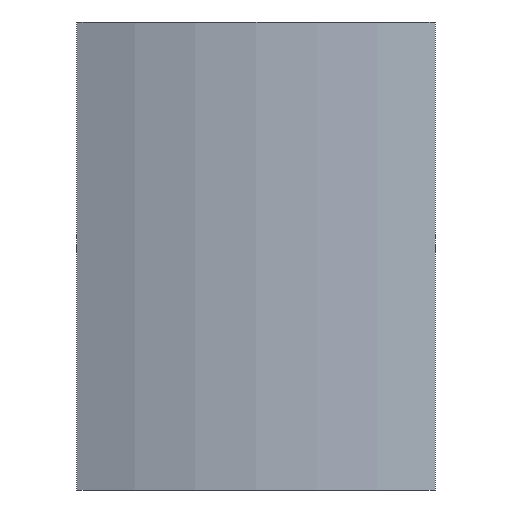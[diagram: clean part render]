
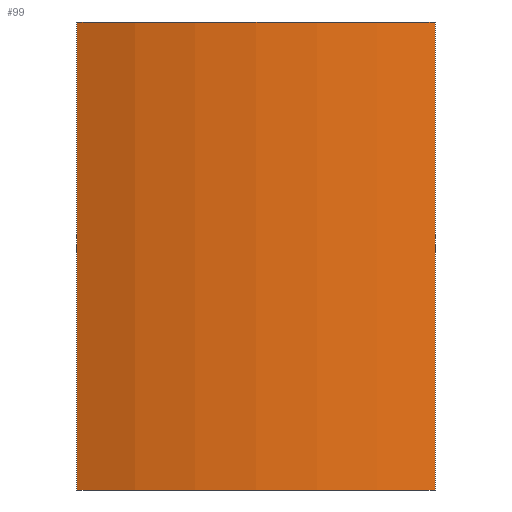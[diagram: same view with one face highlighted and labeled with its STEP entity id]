
A CAD part, front view. The second image highlights one B-rep face of the part: STEP entity #99.
In plain terms, the highlighted cylindrical face has radius 25.4 mm (diameter 50.8 mm), a partial arc.
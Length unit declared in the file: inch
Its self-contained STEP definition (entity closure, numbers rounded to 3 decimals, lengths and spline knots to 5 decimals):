
#15=CYLINDRICAL_SURFACE('',#109,1.);
#19=FACE_OUTER_BOUND('',#25,.T.);
#25=EDGE_LOOP('',(#77,#78,#79,#80));
#33=LINE('',#160,#41);
#34=LINE('',#164,#42);
#41=VECTOR('',#129,1.);
#42=VECTOR('',#134,1.);
#46=CIRCLE('',#107,1.);
#47=CIRCLE('',#110,1.);
#51=VERTEX_POINT('',#150);
#52=VERTEX_POINT('',#152);
#54=VERTEX_POINT('',#158);
#55=VERTEX_POINT('',#162);
#59=EDGE_CURVE('',#51,#52,#46,.T.);
#63=EDGE_CURVE('',#54,#51,#33,.T.);
#64=EDGE_CURVE('',#55,#54,#47,.T.);
#65=EDGE_CURVE('',#55,#52,#34,.T.);
#77=ORIENTED_EDGE('',*,*,#63,.F.);
#78=ORIENTED_EDGE('',*,*,#64,.F.);
#79=ORIENTED_EDGE('',*,*,#65,.T.);
#80=ORIENTED_EDGE('',*,*,#59,.F.);
#99=ADVANCED_FACE('',(#19),#15,.T.);
#107=AXIS2_PLACEMENT_3D('',#153,#122,#123);
#109=AXIS2_PLACEMENT_3D('',#161,#130,#131);
#110=AXIS2_PLACEMENT_3D('',#163,#132,#133);
#122=DIRECTION('center_axis',(0.,0.,-1.));
#123=DIRECTION('ref_axis',(0.383,0.924,0.));
#129=DIRECTION('',(0.,0.,-1.));
#130=DIRECTION('center_axis',(0.,0.,1.));
#131=DIRECTION('ref_axis',(0.383,0.924,0.));
#132=DIRECTION('center_axis',(0.,0.,1.));
#133=DIRECTION('ref_axis',(0.383,0.924,0.));
#134=DIRECTION('',(0.,0.,-1.));
#150=CARTESIAN_POINT('',(0.38268,-0.92388,-0.5));
#152=CARTESIAN_POINT('',(-0.38268,-0.92388,-0.5));
#153=CARTESIAN_POINT('Origin',(0.,0.,-0.5));
#158=CARTESIAN_POINT('',(0.38268,-0.92388,0.5));
#160=CARTESIAN_POINT('',(0.38268,-0.92388,0.));
#161=CARTESIAN_POINT('Origin',(0.,0.,0.));
#162=CARTESIAN_POINT('',(-0.38268,-0.92388,0.5));
#163=CARTESIAN_POINT('Origin',(0.,0.,0.5));
#164=CARTESIAN_POINT('',(-0.38268,-0.92388,0.));
